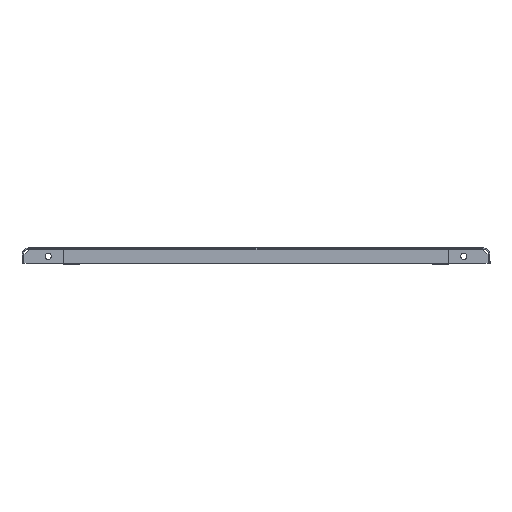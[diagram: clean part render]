
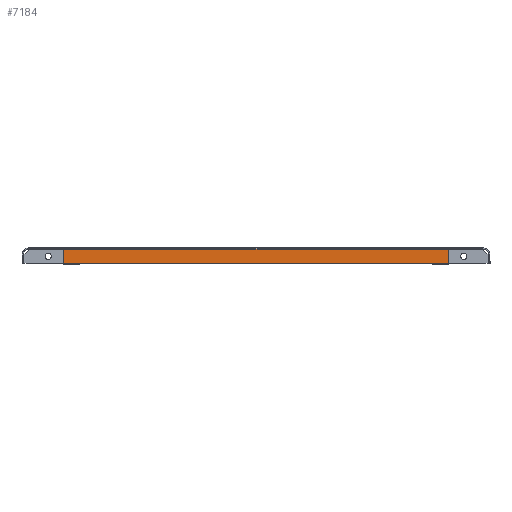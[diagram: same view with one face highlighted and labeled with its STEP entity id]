
A CAD part, left-side view. The second image highlights one B-rep face of the part: STEP entity #7184.
In plain terms, the highlighted face is planar.
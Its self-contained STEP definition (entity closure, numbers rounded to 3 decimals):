
#1378 = CARTESIAN_POINT ( 'NONE',  ( 245., -26.875, 20. ) ) ;
#1423 = CARTESIAN_POINT ( 'NONE',  ( -245., -26.875, 20. ) ) ;
#1528 = LINE ( 'NONE', #1635, #6002 ) ;
#1569 = CARTESIAN_POINT ( 'NONE',  ( -245., -26.875, 1.6 ) ) ;
#1571 = CARTESIAN_POINT ( 'NONE',  ( 245., -26.875, 1.6 ) ) ;
#1583 = DIRECTION ( 'NONE',  ( 0., 0., -1. ) ) ;
#1586 = CARTESIAN_POINT ( 'NONE',  ( -245., -26.875, 1.5 ) ) ;
#1590 = LINE ( 'NONE', #1586, #6023 ) ;
#1606 = DIRECTION ( 'NONE',  ( -1., 0., 0. ) ) ;
#1610 = CARTESIAN_POINT ( 'NONE',  ( -245., -26.875, 20. ) ) ;
#1617 = LINE ( 'NONE', #1610, #6028 ) ;
#1619 = DIRECTION ( 'NONE',  ( 0., 0., 1. ) ) ;
#1622 = CARTESIAN_POINT ( 'NONE',  ( 245., -26.875, 20. ) ) ;
#1626 = LINE ( 'NONE', #1622, #6027 ) ;
#1629 = DIRECTION ( 'NONE',  ( -1., 0., 0. ) ) ;
#1635 = CARTESIAN_POINT ( 'NONE',  ( -245., -26.875, 1.6 ) ) ;
#3221 = AXIS2_PLACEMENT_3D ( 'NONE', #9775, #9764, #9763 ) ;
#6002 = VECTOR ( 'NONE', #1629, 1000. ) ;
#6023 = VECTOR ( 'NONE', #1583, 1000. ) ;
#6027 = VECTOR ( 'NONE', #1619, 1000. ) ;
#6028 = VECTOR ( 'NONE', #1606, 1000. ) ;
#7184 = ADVANCED_FACE ( 'NONE', ( #9767 ), #9766, .F. ) ;
#9763 = DIRECTION ( 'NONE',  ( 0., 0., 1. ) ) ;
#9764 = DIRECTION ( 'NONE',  ( 0., 1., 0. ) ) ;
#9766 = PLANE ( 'NONE',  #3221 ) ;
#9767 = FACE_OUTER_BOUND ( 'NONE', #9900, .T. ) ;
#9775 = CARTESIAN_POINT ( 'NONE',  ( -245., -26.875, 20. ) ) ;
#9900 = EDGE_LOOP ( 'NONE', ( #13057, #13058, #13059, #13060 ) ) ;
#12803 = EDGE_CURVE ( 'NONE', #13456, #13523, #1528, .T. ) ;
#12818 = EDGE_CURVE ( 'NONE', #13417, #13523, #1590, .T. ) ;
#12824 = EDGE_CURVE ( 'NONE', #13456, #13471, #1626, .T. ) ;
#12825 = EDGE_CURVE ( 'NONE', #13471, #13417, #1617, .T. ) ;
#13057 = ORIENTED_EDGE ( 'NONE', *, *, #12803, .F. ) ;
#13058 = ORIENTED_EDGE ( 'NONE', *, *, #12824, .T. ) ;
#13059 = ORIENTED_EDGE ( 'NONE', *, *, #12825, .T. ) ;
#13060 = ORIENTED_EDGE ( 'NONE', *, *, #12818, .T. ) ;
#13417 = VERTEX_POINT ( 'NONE', #1423 ) ;
#13456 = VERTEX_POINT ( 'NONE', #1571 ) ;
#13471 = VERTEX_POINT ( 'NONE', #1378 ) ;
#13523 = VERTEX_POINT ( 'NONE', #1569 ) ;
